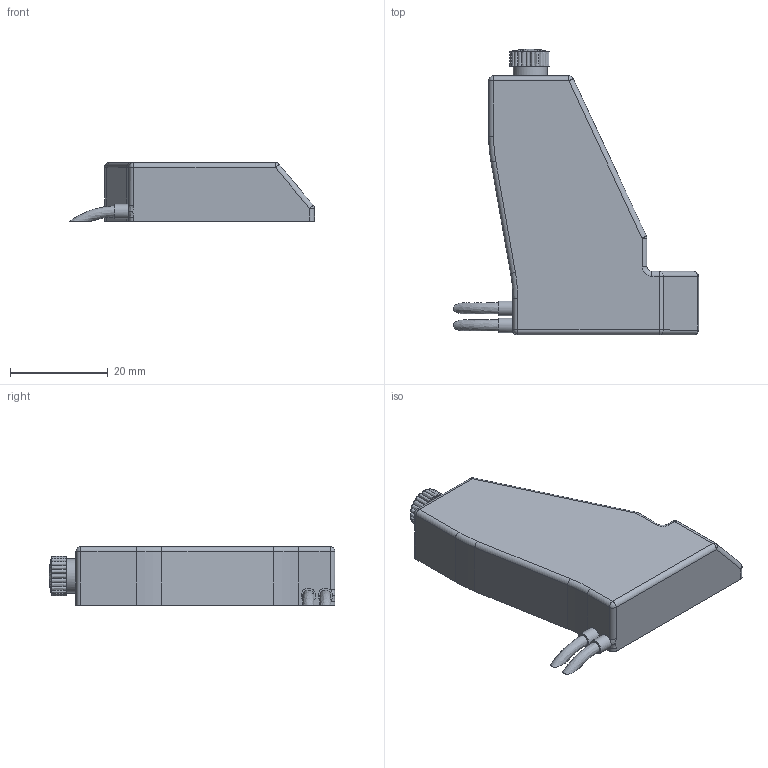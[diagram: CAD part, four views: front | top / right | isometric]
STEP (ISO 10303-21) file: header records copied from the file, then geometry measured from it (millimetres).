
FILE_DESCRIPTION(('FreeCAD Model'),'2;1');
FILE_NAME('Open CASCADE Shape Model','2022-12-31T17:00:44',(''),(''), 'Open CASCADE STEP processor 7.6','FreeCAD','Unknown');
FILE_SCHEMA(('AUTOMOTIVE_DESIGN { 1 0 10303 214 1 1 1 1 }'));
Length unit declared in the file: millimetre
Products named in the file (1): Body006
Bounding box: 50.15 x 58.5 x 12 mm (x, y, z)
Volume: 17513.3 mm3; surface area: 5324.6 mm2
Topology: 1 solids, 1 shells, 122 faces, 327 edges, 205 vertices
Faces by surface type: bspline 35, cylinder 27, extrusion 25, plane 24, sphere 8, torus 3
Full cylindrical faces by diameter (mm): 3 x2, 3.25 x2, 7 x1
Entity records: 11121 total; most frequent: CARTESIAN_POINT 5148, DIRECTION 971, ORIENTED_EDGE 638, PCURVE 638, DEFINITIONAL_REPRESENTATION 638, VECTOR 493, LINE 468, EDGE_CURVE 319
